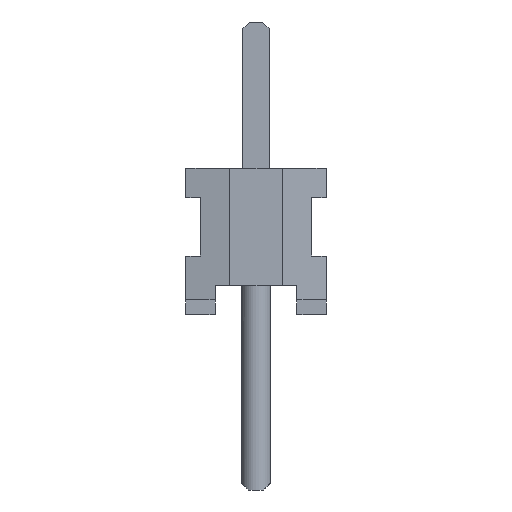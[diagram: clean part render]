
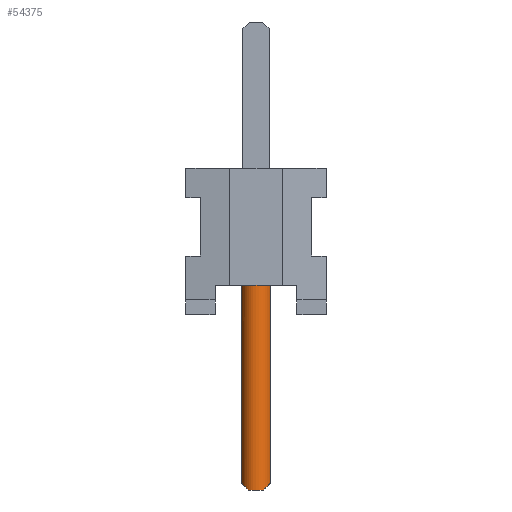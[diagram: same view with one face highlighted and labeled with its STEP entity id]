
A CAD part, left-side view. The second image highlights one B-rep face of the part: STEP entity #54375.
In plain terms, the highlighted cylindrical face has radius 0.254 mm (diameter 0.508 mm), a full revolution.
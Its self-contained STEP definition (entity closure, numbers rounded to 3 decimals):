
#51817 = EDGE_CURVE('',#51818,#51820,#51822,.T.);
#51818 = VERTEX_POINT('',#51819);
#51819 = CARTESIAN_POINT('',(-26.289,0.,1.27));
#51820 = VERTEX_POINT('',#51821);
#51821 = CARTESIAN_POINT('',(-25.815,0.127,1.27));
#51822 = CIRCLE('',#51823,0.254);
#51823 = AXIS2_PLACEMENT_3D('',#51824,#51825,#51826);
#51824 = CARTESIAN_POINT('',(-26.035,0.,1.27));
#51825 = DIRECTION('',(0.,0.,1.));
#51826 = DIRECTION('',(1.,0.,0.));
#51828 = EDGE_CURVE('',#51820,#51818,#51829,.T.);
#51829 = CIRCLE('',#51830,0.254);
#51830 = AXIS2_PLACEMENT_3D('',#51831,#51832,#51833);
#51831 = CARTESIAN_POINT('',(-26.035,0.,1.27));
#51832 = DIRECTION('',(0.,0.,1.));
#51833 = DIRECTION('',(1.,0.,0.));
#54375 = ADVANCED_FACE('',(#54376),#54422,.T.);
#54376 = FACE_BOUND('',#54377,.T.);
#54377 = EDGE_LOOP('',(#54378,#54379,#54386,#54395,#54404,#54413,#54420,
    #54421));
#54378 = ORIENTED_EDGE('',*,*,#51828,.F.);
#54379 = ORIENTED_EDGE('',*,*,#54380,.T.);
#54380 = EDGE_CURVE('',#51820,#54381,#54383,.T.);
#54381 = VERTEX_POINT('',#54382);
#54382 = CARTESIAN_POINT('',(-25.815,0.127,-3.048));
#54383 = B_SPLINE_CURVE_WITH_KNOTS('',1,(#54384,#54385),.UNSPECIFIED.,
  .F.,.F.,(2,2),(0.,4.318),.PIECEWISE_BEZIER_KNOTS.);
#54384 = CARTESIAN_POINT('',(-25.815,0.127,1.27));
#54385 = CARTESIAN_POINT('',(-25.815,0.127,-3.048));
#54386 = ORIENTED_EDGE('',*,*,#54387,.T.);
#54387 = EDGE_CURVE('',#54381,#54388,#54390,.T.);
#54388 = VERTEX_POINT('',#54389);
#54389 = CARTESIAN_POINT('',(-26.255,0.127,-3.048));
#54390 = ELLIPSE('',#54391,0.359,0.254);
#54391 = AXIS2_PLACEMENT_3D('',#54392,#54393,#54394);
#54392 = CARTESIAN_POINT('',(-26.035,0.,-3.175));
#54393 = DIRECTION('',(0.,-0.707,0.707));
#54394 = DIRECTION('',(0.,-0.707,-0.707));
#54395 = ORIENTED_EDGE('',*,*,#54396,.T.);
#54396 = EDGE_CURVE('',#54388,#54397,#54399,.T.);
#54397 = VERTEX_POINT('',#54398);
#54398 = CARTESIAN_POINT('',(-26.255,-0.127,-3.048));
#54399 = CIRCLE('',#54400,0.254);
#54400 = AXIS2_PLACEMENT_3D('',#54401,#54402,#54403);
#54401 = CARTESIAN_POINT('',(-26.035,0.,-3.048));
#54402 = DIRECTION('',(0.,0.,1.));
#54403 = DIRECTION('',(0.,-1.,0.));
#54404 = ORIENTED_EDGE('',*,*,#54405,.T.);
#54405 = EDGE_CURVE('',#54397,#54406,#54408,.T.);
#54406 = VERTEX_POINT('',#54407);
#54407 = CARTESIAN_POINT('',(-25.815,-0.127,-3.048));
#54408 = ELLIPSE('',#54409,0.359,0.254);
#54409 = AXIS2_PLACEMENT_3D('',#54410,#54411,#54412);
#54410 = CARTESIAN_POINT('',(-26.035,0.,-3.175));
#54411 = DIRECTION('',(0.,0.707,0.707));
#54412 = DIRECTION('',(0.,0.707,-0.707));
#54413 = ORIENTED_EDGE('',*,*,#54414,.T.);
#54414 = EDGE_CURVE('',#54406,#54381,#54415,.T.);
#54415 = CIRCLE('',#54416,0.254);
#54416 = AXIS2_PLACEMENT_3D('',#54417,#54418,#54419);
#54417 = CARTESIAN_POINT('',(-26.035,0.,-3.048));
#54418 = DIRECTION('',(0.,0.,1.));
#54419 = DIRECTION('',(0.,-1.,0.));
#54420 = ORIENTED_EDGE('',*,*,#54380,.F.);
#54421 = ORIENTED_EDGE('',*,*,#51817,.F.);
#54422 = CYLINDRICAL_SURFACE('',#54423,0.254);
#54423 = AXIS2_PLACEMENT_3D('',#54424,#54425,#54426);
#54424 = CARTESIAN_POINT('',(-26.035,0.,1.27));
#54425 = DIRECTION('',(0.,0.,-1.));
#54426 = DIRECTION('',(0.,1.,0.));
